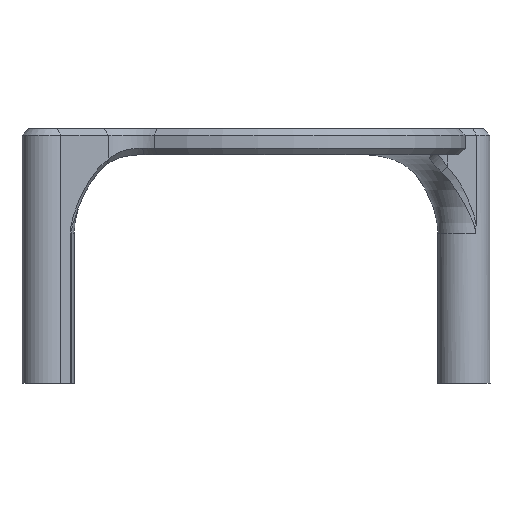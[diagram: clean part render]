
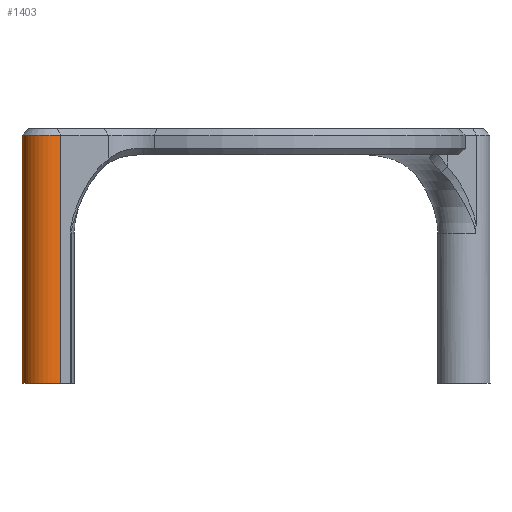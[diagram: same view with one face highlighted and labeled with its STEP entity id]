
A CAD part, front view. The second image highlights one B-rep face of the part: STEP entity #1403.
In plain terms, the highlighted cylindrical face has radius 4 mm (diameter 8 mm), a partial arc.
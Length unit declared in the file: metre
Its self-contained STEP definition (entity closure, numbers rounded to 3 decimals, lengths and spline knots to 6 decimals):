
#102=CIRCLE('',#1533,0.004);
#103=CIRCLE('',#1534,0.004);
#162=CYLINDRICAL_SURFACE('',#1532,0.004);
#313=ORIENTED_EDGE('',*,*,#671,.F.);
#314=ORIENTED_EDGE('',*,*,#672,.T.);
#315=ORIENTED_EDGE('',*,*,#668,.T.);
#316=ORIENTED_EDGE('',*,*,#673,.T.);
#668=EDGE_CURVE('',#848,#847,#979,.T.);
#671=EDGE_CURVE('',#850,#851,#982,.T.);
#672=EDGE_CURVE('',#850,#848,#102,.F.);
#673=EDGE_CURVE('',#847,#851,#103,.T.);
#847=VERTEX_POINT('',#2215);
#848=VERTEX_POINT('',#2217);
#850=VERTEX_POINT('',#2223);
#851=VERTEX_POINT('',#2224);
#979=LINE('',#2216,#1073);
#982=LINE('',#2222,#1076);
#1073=VECTOR('',#1797,1.);
#1076=VECTOR('',#1802,1.);
#1143=EDGE_LOOP('',(#313,#314,#315,#316));
#1255=FACE_BOUND('',#1143,.T.);
#1403=ADVANCED_FACE('',(#1255),#162,.T.);
#1532=AXIS2_PLACEMENT_3D('',#2221,#1800,#1801);
#1533=AXIS2_PLACEMENT_3D('',#2225,#1803,#1804);
#1534=AXIS2_PLACEMENT_3D('',#2226,#1805,#1806);
#1797=DIRECTION('',(0.,0.,-1.));
#1800=DIRECTION('',(0.,0.,-1.));
#1801=DIRECTION('',(-1.,0.,0.));
#1802=DIRECTION('',(0.,0.,-1.));
#1803=DIRECTION('',(0.,0.,1.));
#1804=DIRECTION('',(1.,0.,0.));
#1805=DIRECTION('',(0.,0.,1.));
#1806=DIRECTION('',(1.,0.,0.));
#2215=CARTESIAN_POINT('',(-0.034846,-0.031753,-0.026));
#2216=CARTESIAN_POINT('',(-0.034846,-0.031753,0.013));
#2217=CARTESIAN_POINT('',(-0.034846,-0.031753,0.012));
#2221=CARTESIAN_POINT('',(-0.031337,-0.033674,0.013));
#2222=CARTESIAN_POINT('',(-0.029416,-0.037183,0.013));
#2223=CARTESIAN_POINT('',(-0.029416,-0.037183,0.012));
#2224=CARTESIAN_POINT('',(-0.029416,-0.037183,-0.026));
#2225=CARTESIAN_POINT('',(-0.031337,-0.033674,0.012));
#2226=CARTESIAN_POINT('',(-0.031337,-0.033674,-0.026));
